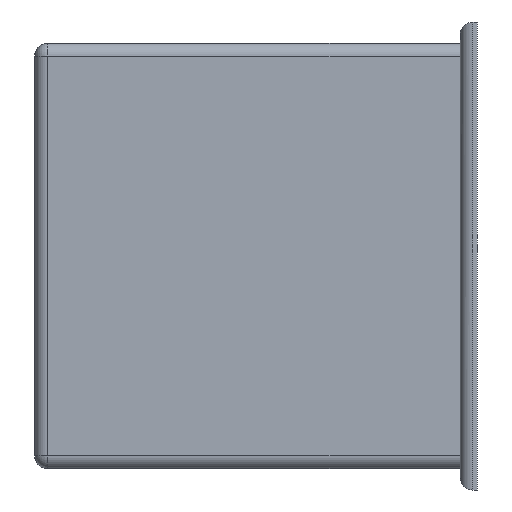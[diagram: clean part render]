
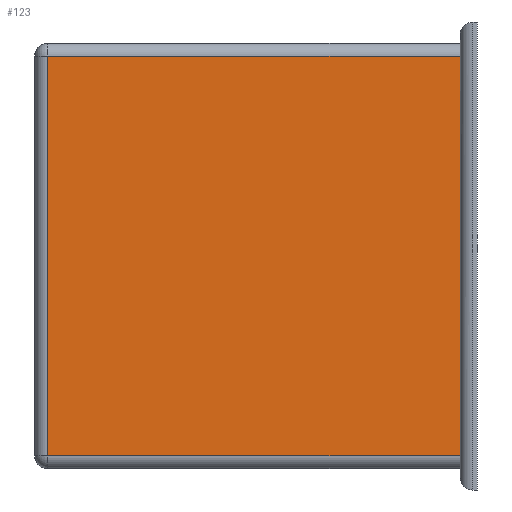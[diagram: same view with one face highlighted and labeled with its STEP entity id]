
A CAD part, left-side view. The second image highlights one B-rep face of the part: STEP entity #123.
In plain terms, the highlighted planar face has unit normal (-1, 0, 0).
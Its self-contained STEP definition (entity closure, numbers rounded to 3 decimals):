
#7 = VECTOR ( 'NONE', #795, 1000. ) ;
#19 = CARTESIAN_POINT ( 'NONE',  ( 27., 101., -8. ) ) ;
#27 = EDGE_CURVE ( 'NONE', #76, #776, #658, .T. ) ;
#50 = CARTESIAN_POINT ( 'NONE',  ( 27., 104., -102. ) ) ;
#75 = CARTESIAN_POINT ( 'NONE',  ( 27., 4., -8. ) ) ;
#76 = VERTEX_POINT ( 'NONE', #457 ) ;
#101 = CARTESIAN_POINT ( 'NONE',  ( 27., 104., -8. ) ) ;
#123 = ADVANCED_FACE ( 'NONE', ( #642 ), #387, .F. ) ;
#177 = DIRECTION ( 'NONE',  ( 0., 0., 1. ) ) ;
#189 = ORIENTED_EDGE ( 'NONE', *, *, #27, .T. ) ;
#287 = ORIENTED_EDGE ( 'NONE', *, *, #634, .T. ) ;
#292 = LINE ( 'NONE', #101, #546 ) ;
#309 = DIRECTION ( 'NONE',  ( 0., 1., 0. ) ) ;
#351 = VERTEX_POINT ( 'NONE', #75 ) ;
#387 = PLANE ( 'NONE',  #843 ) ;
#398 = VERTEX_POINT ( 'NONE', #19 ) ;
#432 = CARTESIAN_POINT ( 'NONE',  ( 27., 4., -102. ) ) ;
#435 = VECTOR ( 'NONE', #836, 1000. ) ;
#443 = CARTESIAN_POINT ( 'NONE',  ( 27., 104., -105. ) ) ;
#446 = DIRECTION ( 'NONE',  ( 0., 0., -1. ) ) ;
#457 = CARTESIAN_POINT ( 'NONE',  ( 27., 101., -102. ) ) ;
#478 = EDGE_LOOP ( 'NONE', ( #700, #189, #287, #814 ) ) ;
#546 = VECTOR ( 'NONE', #309, 1000. ) ;
#585 = LINE ( 'NONE', #845, #627 ) ;
#626 = LINE ( 'NONE', #701, #435 ) ;
#627 = VECTOR ( 'NONE', #177, 1000. ) ;
#634 = EDGE_CURVE ( 'NONE', #776, #351, #585, .T. ) ;
#642 = FACE_OUTER_BOUND ( 'NONE', #478, .T. ) ;
#658 = LINE ( 'NONE', #50, #7 ) ;
#683 = EDGE_CURVE ( 'NONE', #398, #76, #626, .T. ) ;
#689 = EDGE_CURVE ( 'NONE', #351, #398, #292, .T. ) ;
#700 = ORIENTED_EDGE ( 'NONE', *, *, #683, .T. ) ;
#701 = CARTESIAN_POINT ( 'NONE',  ( 27., 101., -105. ) ) ;
#708 = DIRECTION ( 'NONE',  ( 1., 0., 0. ) ) ;
#776 = VERTEX_POINT ( 'NONE', #432 ) ;
#795 = DIRECTION ( 'NONE',  ( 0., -1., 0. ) ) ;
#814 = ORIENTED_EDGE ( 'NONE', *, *, #689, .T. ) ;
#836 = DIRECTION ( 'NONE',  ( 0., 0., -1. ) ) ;
#843 = AXIS2_PLACEMENT_3D ( 'NONE', #443, #708, #446 ) ;
#845 = CARTESIAN_POINT ( 'NONE',  ( 27., 4., -105. ) ) ;
